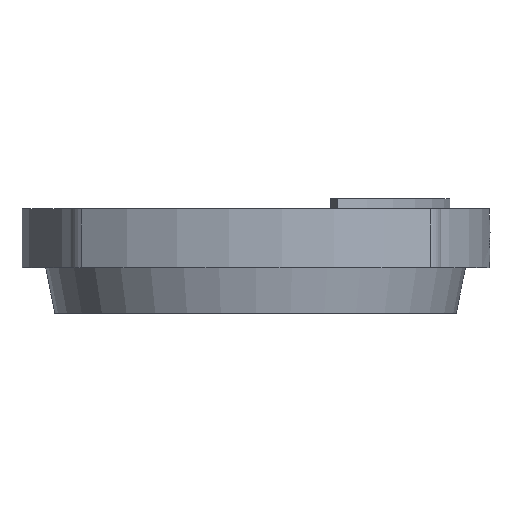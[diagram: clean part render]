
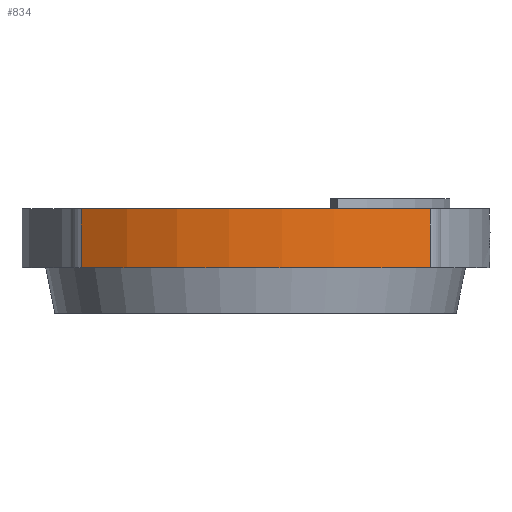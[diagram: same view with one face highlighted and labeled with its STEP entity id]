
A CAD part, left-side view. The second image highlights one B-rep face of the part: STEP entity #834.
In plain terms, the highlighted cylindrical face has radius 30 mm (diameter 60 mm), a partial arc.
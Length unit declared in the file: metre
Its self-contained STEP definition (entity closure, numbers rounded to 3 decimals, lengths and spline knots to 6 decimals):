
#63=LINE('',#1455,#115);
#64=LINE('',#1459,#116);
#115=VECTOR('',#1135,1.);
#116=VECTOR('',#1138,1.);
#232=ORIENTED_EDGE('',*,*,#429,.T.);
#233=ORIENTED_EDGE('',*,*,#457,.T.);
#234=ORIENTED_EDGE('',*,*,#458,.F.);
#235=ORIENTED_EDGE('',*,*,#459,.T.);
#429=EDGE_CURVE('',#541,#540,#603,.T.);
#457=EDGE_CURVE('',#540,#561,#63,.T.);
#458=EDGE_CURVE('',#562,#561,#623,.T.);
#459=EDGE_CURVE('',#562,#541,#64,.F.);
#540=VERTEX_POINT('',#1405);
#541=VERTEX_POINT('',#1407);
#561=VERTEX_POINT('',#1456);
#562=VERTEX_POINT('',#1458);
#603=CIRCLE('',#917,0.03);
#623=CIRCLE('',#938,0.03);
#666=EDGE_LOOP('',(#232,#233,#234,#235));
#740=FACE_BOUND('',#666,.T.);
#798=CYLINDRICAL_SURFACE('',#937,0.03);
#834=ADVANCED_FACE('',(#740),#798,.T.);
#917=AXIS2_PLACEMENT_3D('',#1406,#1085,#1086);
#937=AXIS2_PLACEMENT_3D('',#1454,#1133,#1134);
#938=AXIS2_PLACEMENT_3D('',#1457,#1136,#1137);
#1085=DIRECTION('',(0.,0.,-1.));
#1086=DIRECTION('',(0.,1.,0.));
#1133=DIRECTION('',(0.,0.,-1.));
#1134=DIRECTION('',(0.,1.,0.));
#1135=DIRECTION('',(0.,0.,-1.));
#1136=DIRECTION('',(0.,0.,-1.));
#1137=DIRECTION('',(0.,1.,0.));
#1138=DIRECTION('',(0.,0.,-1.));
#1405=CARTESIAN_POINT('',(-0.024639,0.017115,0.01326));
#1406=CARTESIAN_POINT('',(0.,0.,0.01326));
#1407=CARTESIAN_POINT('',(-0.024639,-0.017115,0.01326));
#1454=CARTESIAN_POINT('',(0.,0.,0.000812));
#1455=CARTESIAN_POINT('',(-0.024639,0.017115,0.000813));
#1456=CARTESIAN_POINT('',(-0.024639,0.017115,0.0075));
#1457=CARTESIAN_POINT('',(0.,0.,0.0075));
#1458=CARTESIAN_POINT('',(-0.024639,-0.017115,0.0075));
#1459=CARTESIAN_POINT('',(-0.024639,-0.017115,0.000812));
